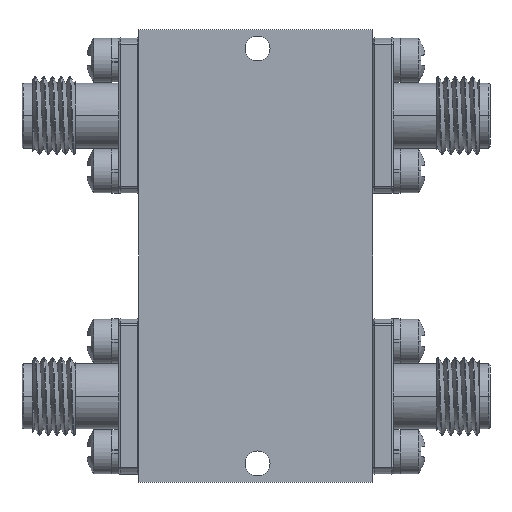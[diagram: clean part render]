
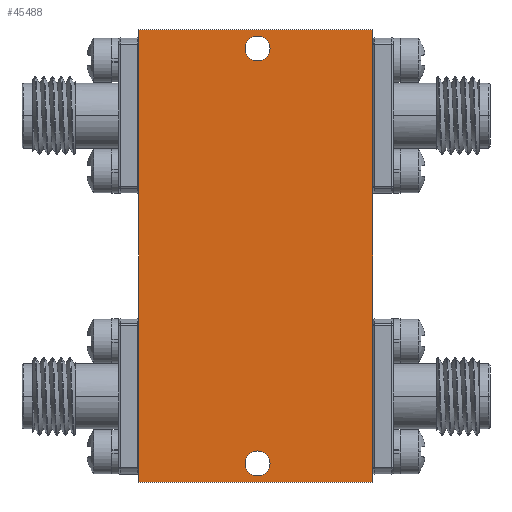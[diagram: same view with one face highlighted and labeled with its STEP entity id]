
A CAD part, front view. The second image highlights one B-rep face of the part: STEP entity #45488.
In plain terms, the highlighted planar face has unit normal (0, -1, 0).
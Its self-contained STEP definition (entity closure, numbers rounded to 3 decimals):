
#71 = VECTOR ( 'NONE', #42662, 1000. ) ;
#193 = CARTESIAN_POINT ( 'NONE',  ( 9.652, 0., -35.306 ) ) ;
#615 = DIRECTION ( 'NONE',  ( 0., 0., -1. ) ) ;
#1372 = CARTESIAN_POINT ( 'NONE',  ( 19.05, 0., 0. ) ) ;
#1761 = LINE ( 'NONE', #8562, #40318 ) ;
#1788 = CARTESIAN_POINT ( 'NONE',  ( 19.05, 0., 0. ) ) ;
#1876 = CARTESIAN_POINT ( 'NONE',  ( 0., 0., 0. ) ) ;
#3223 = CARTESIAN_POINT ( 'NONE',  ( 0., 0., 0. ) ) ;
#3502 = DIRECTION ( 'NONE',  ( 0., -1., 0. ) ) ;
#4431 = ORIENTED_EDGE ( 'NONE', *, *, #37686, .F. ) ;
#4718 = EDGE_CURVE ( 'NONE', #31963, #30091, #37404, .T. ) ;
#5159 = ORIENTED_EDGE ( 'NONE', *, *, #41856, .F. ) ;
#5164 = DIRECTION ( 'NONE',  ( 0., 0., -1. ) ) ;
#6363 = CARTESIAN_POINT ( 'NONE',  ( 19.05, 0., -36.83 ) ) ;
#7601 = EDGE_CURVE ( 'NONE', #47731, #44918, #14607, .T. ) ;
#8562 = CARTESIAN_POINT ( 'NONE',  ( 0., 0., 0. ) ) ;
#8708 = CIRCLE ( 'NONE', #33482, 1.016 ) ;
#10000 = CIRCLE ( 'NONE', #25192, 1.016 ) ;
#11327 = CARTESIAN_POINT ( 'NONE',  ( 9.652, 0., -34.29 ) ) ;
#12214 = AXIS2_PLACEMENT_3D ( 'NONE', #42016, #3502, #48778 ) ;
#13495 = CIRCLE ( 'NONE', #35028, 1.016 ) ;
#14463 = CARTESIAN_POINT ( 'NONE',  ( 0., 0., -36.83 ) ) ;
#14607 = CIRCLE ( 'NONE', #12214, 1.016 ) ;
#15407 = CARTESIAN_POINT ( 'NONE',  ( 0., 0., -36.83 ) ) ;
#15983 = LINE ( 'NONE', #31192, #71 ) ;
#16554 = ORIENTED_EDGE ( 'NONE', *, *, #4718, .F. ) ;
#16955 = EDGE_CURVE ( 'NONE', #31786, #20938, #10000, .T. ) ;
#17579 = DIRECTION ( 'NONE',  ( 1., 0., 0. ) ) ;
#18255 = EDGE_CURVE ( 'NONE', #45694, #40689, #1761, .T. ) ;
#20429 = LINE ( 'NONE', #1372, #23379 ) ;
#20938 = VERTEX_POINT ( 'NONE', #11327 ) ;
#23085 = DIRECTION ( 'NONE',  ( 0., 0., -1. ) ) ;
#23379 = VECTOR ( 'NONE', #39627, 1000. ) ;
#24822 = VECTOR ( 'NONE', #47930, 1000. ) ;
#25046 = ORIENTED_EDGE ( 'NONE', *, *, #16955, .F. ) ;
#25192 = AXIS2_PLACEMENT_3D ( 'NONE', #31910, #47377, #615 ) ;
#26567 = ORIENTED_EDGE ( 'NONE', *, *, #7601, .F. ) ;
#27224 = FACE_BOUND ( 'NONE', #44204, .T. ) ;
#28414 = EDGE_CURVE ( 'NONE', #20938, #31786, #8708, .T. ) ;
#30091 = VERTEX_POINT ( 'NONE', #15407 ) ;
#30819 = CARTESIAN_POINT ( 'NONE',  ( 9.652, 0., -1.524 ) ) ;
#30962 = FACE_OUTER_BOUND ( 'NONE', #34824, .T. ) ;
#31192 = CARTESIAN_POINT ( 'NONE',  ( 0., 0., 0. ) ) ;
#31222 = DIRECTION ( 'NONE',  ( 0., -1., 0. ) ) ;
#31786 = VERTEX_POINT ( 'NONE', #46925 ) ;
#31910 = CARTESIAN_POINT ( 'NONE',  ( 9.652, 0., -35.306 ) ) ;
#31963 = VERTEX_POINT ( 'NONE', #6363 ) ;
#32446 = DIRECTION ( 'NONE',  ( 0., -1., 0. ) ) ;
#32620 = EDGE_CURVE ( 'NONE', #30091, #45694, #15983, .T. ) ;
#33482 = AXIS2_PLACEMENT_3D ( 'NONE', #193, #31222, #34497 ) ;
#34497 = DIRECTION ( 'NONE',  ( 0., 0., -1. ) ) ;
#34824 = EDGE_LOOP ( 'NONE', ( #37448, #16554, #5159, #41478 ) ) ;
#35028 = AXIS2_PLACEMENT_3D ( 'NONE', #30819, #42532, #23085 ) ;
#35562 = CARTESIAN_POINT ( 'NONE',  ( 9.652, 0., -2.54 ) ) ;
#37404 = LINE ( 'NONE', #14463, #24822 ) ;
#37448 = ORIENTED_EDGE ( 'NONE', *, *, #32620, .F. ) ;
#37686 = EDGE_CURVE ( 'NONE', #44918, #47731, #13495, .T. ) ;
#39627 = DIRECTION ( 'NONE',  ( 0., 0., -1. ) ) ;
#40318 = VECTOR ( 'NONE', #17579, 1000. ) ;
#40689 = VERTEX_POINT ( 'NONE', #1788 ) ;
#41167 = ORIENTED_EDGE ( 'NONE', *, *, #28414, .F. ) ;
#41478 = ORIENTED_EDGE ( 'NONE', *, *, #18255, .F. ) ;
#41856 = EDGE_CURVE ( 'NONE', #40689, #31963, #20429, .T. ) ;
#42016 = CARTESIAN_POINT ( 'NONE',  ( 9.652, 0., -1.524 ) ) ;
#42532 = DIRECTION ( 'NONE',  ( 0., -1., 0. ) ) ;
#42662 = DIRECTION ( 'NONE',  ( 0., 0., 1. ) ) ;
#44204 = EDGE_LOOP ( 'NONE', ( #41167, #25046 ) ) ;
#44811 = AXIS2_PLACEMENT_3D ( 'NONE', #1876, #32446, #5164 ) ;
#44813 = EDGE_LOOP ( 'NONE', ( #26567, #4431 ) ) ;
#44918 = VERTEX_POINT ( 'NONE', #35562 ) ;
#45488 = ADVANCED_FACE ( 'NONE', ( #30962, #45700, #27224 ), #46216, .T. ) ;
#45687 = CARTESIAN_POINT ( 'NONE',  ( 9.652, 0., -0.508 ) ) ;
#45694 = VERTEX_POINT ( 'NONE', #3223 ) ;
#45700 = FACE_BOUND ( 'NONE', #44813, .T. ) ;
#46216 = PLANE ( 'NONE',  #44811 ) ;
#46925 = CARTESIAN_POINT ( 'NONE',  ( 9.652, 0., -36.322 ) ) ;
#47377 = DIRECTION ( 'NONE',  ( 0., -1., 0. ) ) ;
#47731 = VERTEX_POINT ( 'NONE', #45687 ) ;
#47930 = DIRECTION ( 'NONE',  ( -1., 0., 0. ) ) ;
#48778 = DIRECTION ( 'NONE',  ( 0., 0., -1. ) ) ;
